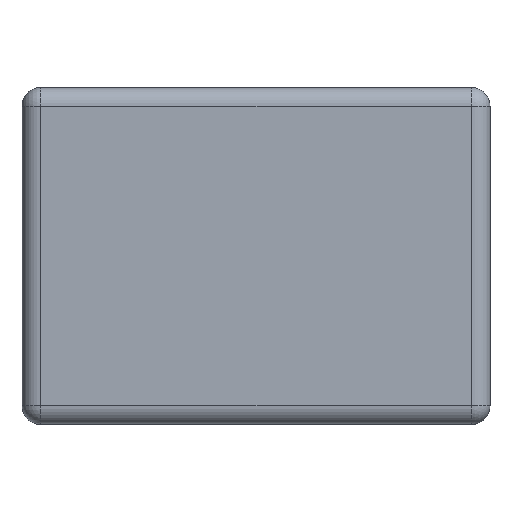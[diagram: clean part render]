
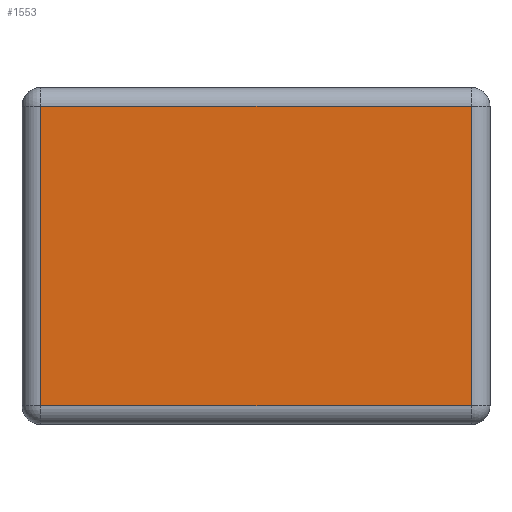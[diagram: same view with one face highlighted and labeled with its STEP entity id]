
A CAD part, left-side view. The second image highlights one B-rep face of the part: STEP entity #1553.
In plain terms, the highlighted planar face has unit normal (-1, 0, 0).
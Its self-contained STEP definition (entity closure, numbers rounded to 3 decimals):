
#1184 = VERTEX_POINT('',#1185);
#1185 = CARTESIAN_POINT('',(-1.,0.575,0.05));
#1192 = EDGE_CURVE('',#1184,#1193,#1195,.T.);
#1193 = VERTEX_POINT('',#1194);
#1194 = CARTESIAN_POINT('',(-1.,-0.575,0.05));
#1195 = LINE('',#1196,#1197);
#1196 = CARTESIAN_POINT('',(-1.,0.625,0.05));
#1197 = VECTOR('',#1198,1.);
#1198 = DIRECTION('',(0.,-1.,0.));
#1376 = VERTEX_POINT('',#1377);
#1377 = CARTESIAN_POINT('',(-1.,0.575,0.85));
#1384 = EDGE_CURVE('',#1376,#1385,#1387,.T.);
#1385 = VERTEX_POINT('',#1386);
#1386 = CARTESIAN_POINT('',(-1.,-0.575,0.85));
#1387 = LINE('',#1388,#1389);
#1388 = CARTESIAN_POINT('',(-1.,0.625,0.85));
#1389 = VECTOR('',#1390,1.);
#1390 = DIRECTION('',(0.,-1.,0.));
#1447 = EDGE_CURVE('',#1385,#1193,#1448,.T.);
#1448 = LINE('',#1449,#1450);
#1449 = CARTESIAN_POINT('',(-1.,-0.575,0.9));
#1450 = VECTOR('',#1451,1.);
#1451 = DIRECTION('',(0.,0.,-1.));
#1553 = ADVANCED_FACE('',(#1554),#1565,.F.);
#1554 = FACE_BOUND('',#1555,.F.);
#1555 = EDGE_LOOP('',(#1556,#1557,#1558,#1559));
#1556 = ORIENTED_EDGE('',*,*,#1384,.T.);
#1557 = ORIENTED_EDGE('',*,*,#1447,.T.);
#1558 = ORIENTED_EDGE('',*,*,#1192,.F.);
#1559 = ORIENTED_EDGE('',*,*,#1560,.F.);
#1560 = EDGE_CURVE('',#1376,#1184,#1561,.T.);
#1561 = LINE('',#1562,#1563);
#1562 = CARTESIAN_POINT('',(-1.,0.575,0.9));
#1563 = VECTOR('',#1564,1.);
#1564 = DIRECTION('',(0.,0.,-1.));
#1565 = PLANE('',#1566);
#1566 = AXIS2_PLACEMENT_3D('',#1567,#1568,#1569);
#1567 = CARTESIAN_POINT('',(-1.,0.625,0.9));
#1568 = DIRECTION('',(1.,0.,0.));
#1569 = DIRECTION('',(0.,0.,-1.));
